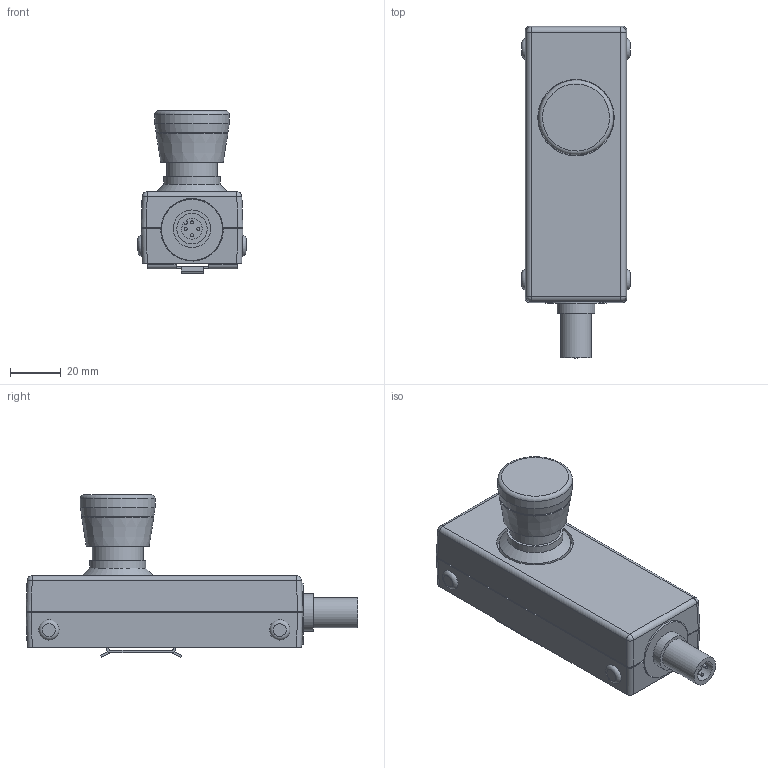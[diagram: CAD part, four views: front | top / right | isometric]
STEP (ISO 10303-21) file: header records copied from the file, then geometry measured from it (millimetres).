
FILE_DESCRIPTION(/* description */ ('Alibre Inc.'),/* implementation_level */ '2;1');
FILE_NAME(/* name */ 'export0',/* time_stamp */ '2015-03-13T11:00:30+01:00',/* author */ (''),/* organization */ (''),/* preprocessor_version */ 'ST-DEVELOPER v14',/* originating_system */ 'Alibre',/* authorisation */ '');
FILE_SCHEMA (('AUTOMOTIVE_DESIGN'));
Length unit declared in the file: centimetre
Bounding box: 42.7 x 130.3 x 63.72 mm (x, y, z)
Volume: 129309.4 mm3; surface area: 36935 mm2
Topology: 6 solids, 6 shells, 161 faces, 393 edges, 249 vertices
Faces by surface type: plane 94, cylinder 50, torus 5, cone 4, bspline 4, sphere 4
Full cylindrical faces by diameter (mm): 1.2 x4, 4.2 x2, 6.5 x3, 12 x1, 14.75 x1, 20 x1, 22 x1, 24 x1, 27.269 x1, 28 x1, 29.34 x1, 30 x1
Entity records: 4472 total; most frequent: CARTESIAN_POINT 802, ORIENTED_EDGE 710, DIRECTION 647, EDGE_CURVE 355, AXIS2_PLACEMENT_3D 275, VERTEX_POINT 243, EDGE_LOOP 216, FACE_BOUND 216
